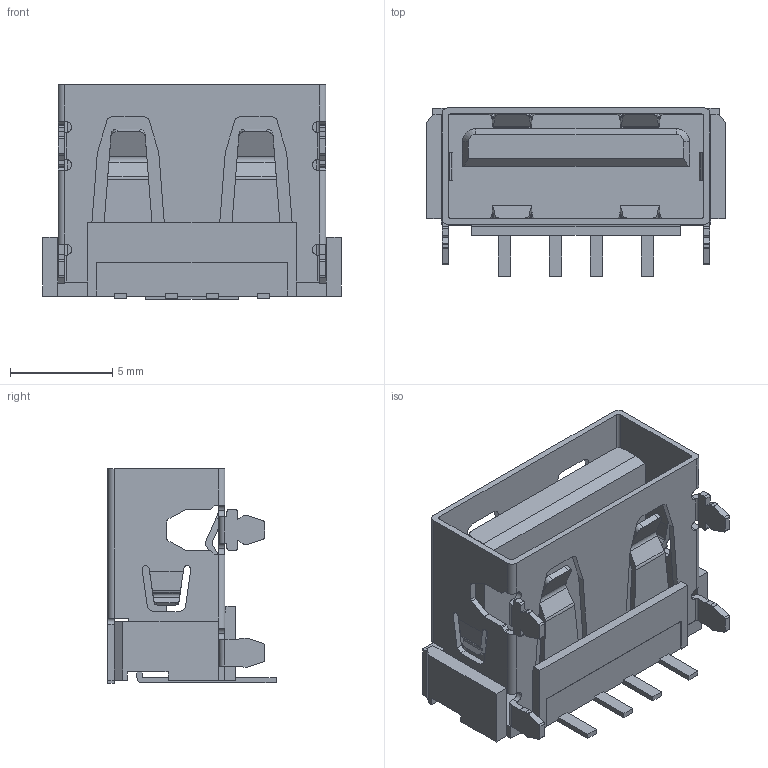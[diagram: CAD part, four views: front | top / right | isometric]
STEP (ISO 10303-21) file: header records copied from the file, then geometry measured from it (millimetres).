
FILE_DESCRIPTION (( 'STEP AP214' ), '1' );
FILE_NAME ('KUSBXHT-SB-AS1N-B30-NF.STEP', '2013-10-22T02:59:55', ( 'Daniel' ), ( 'Microsoft' ), 'SwSTEP 2.0', 'SolidWorks 2012', '' );
FILE_SCHEMA (( 'AUTOMOTIVE_DESIGN' ));
Length unit declared in the file: millimetre
Products named in the file (1): KUSBXHT-SB-AS1N-B30-NF
Bounding box: 14.6 x 8.22 x 10.5 mm (x, y, z)
Volume: 345.6 mm3; surface area: 1197.7 mm2
Topology: 1 solids, 1 shells, 433 faces, 1315 edges, 868 vertices
Faces by surface type: plane 289, cylinder 142, cone 2
Entity records: 15385 total; most frequent: CARTESIAN_POINT 2887, ORIENTED_EDGE 2630, DIRECTION 2315, EDGE_CURVE 1315, LINE 1015, VECTOR 1015, VERTEX_POINT 868, AXIS2_PLACEMENT_3D 650
